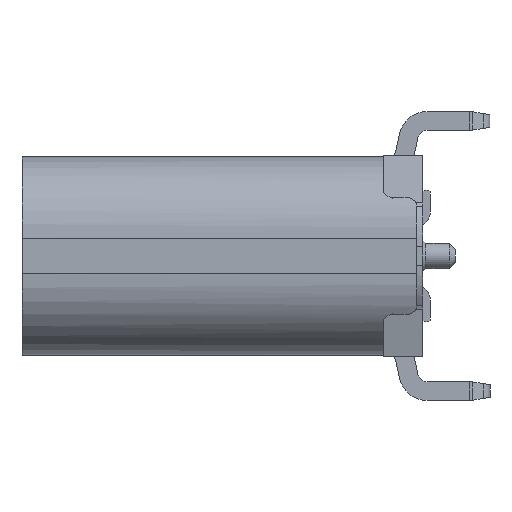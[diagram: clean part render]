
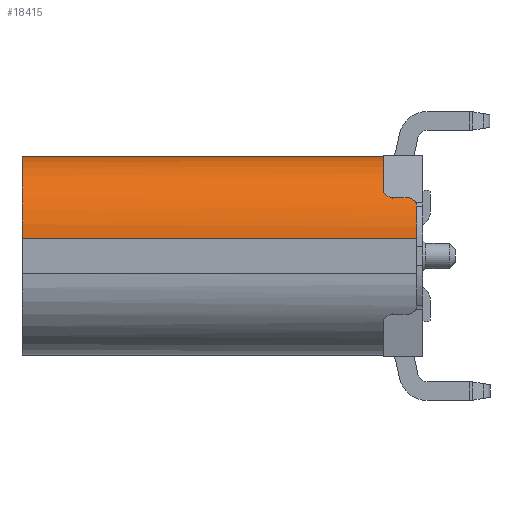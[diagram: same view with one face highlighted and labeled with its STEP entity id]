
A CAD part, left-side view. The second image highlights one B-rep face of the part: STEP entity #18415.
In plain terms, the highlighted cylindrical face has radius 1.3 mm (diameter 2.6 mm), a partial arc.
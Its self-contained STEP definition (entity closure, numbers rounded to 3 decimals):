
#73=B_SPLINE_CURVE_WITH_KNOTS('',3,(#26618,#26619,#26620,#26621),
 .UNSPECIFIED.,.F.,.F.,(4,4),(0.,0.),
 .UNSPECIFIED.);
#80=B_SPLINE_CURVE_WITH_KNOTS('',3,(#27158,#27159,#27160,#27161),
 .UNSPECIFIED.,.F.,.F.,(4,4),(0.,0.),.UNSPECIFIED.);
#283=CYLINDRICAL_SURFACE('',#19493,1.3);
#401=CIRCLE('',#18802,1.3);
#407=CIRCLE('',#18810,1.3);
#556=CIRCLE('',#19131,1.3);
#578=CIRCLE('',#19195,1.3);
#3124=ORIENTED_EDGE('',*,*,#4942,.T.);
#3125=ORIENTED_EDGE('',*,*,#6153,.T.);
#3126=ORIENTED_EDGE('',*,*,#4923,.T.);
#3127=ORIENTED_EDGE('',*,*,#6024,.T.);
#3128=ORIENTED_EDGE('',*,*,#6282,.T.);
#3129=ORIENTED_EDGE('',*,*,#6263,.T.);
#3130=ORIENTED_EDGE('',*,*,#5704,.T.);
#3131=ORIENTED_EDGE('',*,*,#5832,.T.);
#3132=ORIENTED_EDGE('',*,*,#6319,.F.);
#4923=EDGE_CURVE('',#6889,#6888,#401,.T.);
#4942=EDGE_CURVE('',#6908,#6907,#407,.T.);
#5704=EDGE_CURVE('',#7500,#7501,#556,.T.);
#5832=EDGE_CURVE('',#7501,#7585,#578,.T.);
#6024=EDGE_CURVE('',#6888,#7682,#73,.T.);
#6153=EDGE_CURVE('',#6907,#6889,#9038,.T.);
#6263=EDGE_CURVE('',#7785,#7500,#80,.T.);
#6282=EDGE_CURVE('',#7682,#7785,#9137,.T.);
#6319=EDGE_CURVE('',#6908,#7585,#9165,.T.);
#6888=VERTEX_POINT('',#24218);
#6889=VERTEX_POINT('',#24220);
#6907=VERTEX_POINT('',#24258);
#6908=VERTEX_POINT('',#24260);
#7500=VERTEX_POINT('',#25928);
#7501=VERTEX_POINT('',#25929);
#7585=VERTEX_POINT('',#26181);
#7682=VERTEX_POINT('',#26617);
#7785=VERTEX_POINT('',#27153);
#9038=LINE('',#26941,#10545);
#9137=LINE('',#27197,#10644);
#9165=LINE('',#27271,#10672);
#10545=VECTOR('',#22326,1000.);
#10644=VECTOR('',#22605,1000.);
#10672=VECTOR('',#22691,1000.);
#11375=EDGE_LOOP('',(#3124,#3125,#3126,#3127,#3128,#3129,#3130,#3131,#3132));
#12120=FACE_BOUND('',#11375,.T.);
#18415=ADVANCED_FACE('',(#12120),#283,.T.);
#18802=AXIS2_PLACEMENT_3D('',#24219,#20237,#20238);
#18810=AXIS2_PLACEMENT_3D('',#24259,#20266,#20267);
#19131=AXIS2_PLACEMENT_3D('',#25927,#21490,#21491);
#19195=AXIS2_PLACEMENT_3D('',#26182,#21719,#21720);
#19493=AXIS2_PLACEMENT_3D('',#27270,#22689,#22690);
#20237=DIRECTION('',(0.,1.,0.));
#20238=DIRECTION('',(0.,0.,-1.));
#20266=DIRECTION('',(0.,-1.,0.));
#20267=DIRECTION('',(0.,0.,1.));
#21490=DIRECTION('',(0.,1.,0.));
#21491=DIRECTION('',(0.,0.,-1.));
#21719=DIRECTION('',(0.,1.,0.));
#21720=DIRECTION('',(0.,0.,-1.));
#22326=DIRECTION('',(0.,-1.,0.));
#22605=DIRECTION('',(0.,1.,0.));
#22689=DIRECTION('',(0.,-1.,0.));
#22690=DIRECTION('',(0.,0.,1.));
#22691=DIRECTION('',(0.,-1.,0.));
#24218=CARTESIAN_POINT('',(-4.363,0.547,-0.784));
#24219=CARTESIAN_POINT('',(-3.17,0.547,-1.3));
#24220=CARTESIAN_POINT('',(-4.47,0.547,-1.3));
#24258=CARTESIAN_POINT('',(-4.47,6.827,-1.3));
#24259=CARTESIAN_POINT('',(-3.17,6.827,-1.3));
#24260=CARTESIAN_POINT('',(-3.17,6.827,0.));
#25927=CARTESIAN_POINT('',(-3.17,1.077,-1.3));
#25928=CARTESIAN_POINT('',(-4.213,1.077,-0.524));
#25929=CARTESIAN_POINT('',(-3.796,1.077,-0.16));
#26181=CARTESIAN_POINT('',(-3.17,1.077,0.));
#26182=CARTESIAN_POINT('',(-3.17,1.077,-1.3));
#26617=CARTESIAN_POINT('',(-4.296,0.697,-0.65));
#26618=CARTESIAN_POINT('',(-4.363,0.547,-0.784));
#26619=CARTESIAN_POINT('',(-4.332,0.547,-0.711));
#26620=CARTESIAN_POINT('',(-4.296,0.617,-0.65));
#26621=CARTESIAN_POINT('',(-4.296,0.697,-0.65));
#26941=CARTESIAN_POINT('',(-4.47,0.421,-1.3));
#27153=CARTESIAN_POINT('',(-4.296,0.927,-0.65));
#27158=CARTESIAN_POINT('',(-4.296,0.927,-0.65));
#27159=CARTESIAN_POINT('',(-4.296,1.006,-0.65));
#27160=CARTESIAN_POINT('',(-4.261,1.077,-0.588));
#27161=CARTESIAN_POINT('',(-4.213,1.077,-0.524));
#27197=CARTESIAN_POINT('',(-4.296,0.421,-0.65));
#27270=CARTESIAN_POINT('',(-3.17,0.421,-1.3));
#27271=CARTESIAN_POINT('',(-3.17,3.802,0.));
